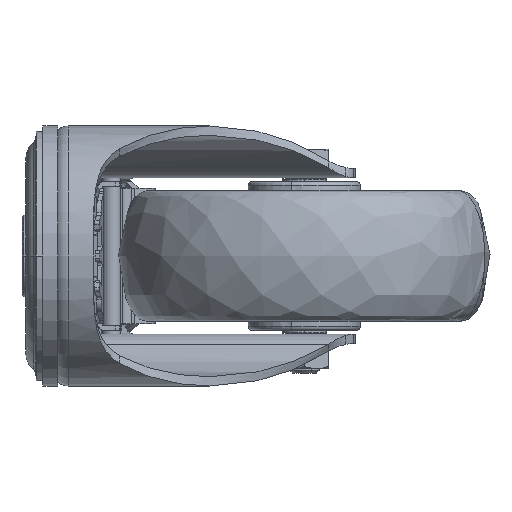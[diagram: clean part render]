
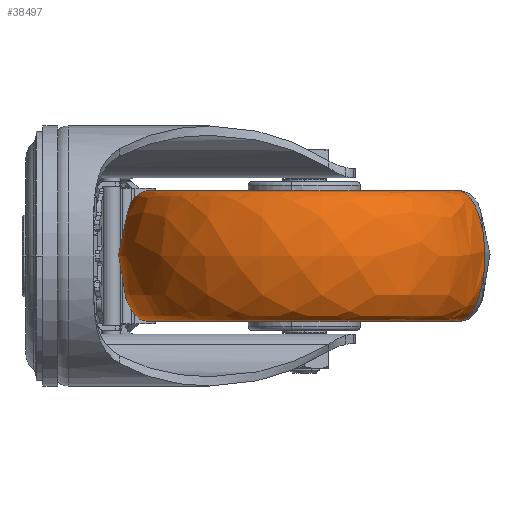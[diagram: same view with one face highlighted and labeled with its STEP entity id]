
A CAD part, left-side view. The second image highlights one B-rep face of the part: STEP entity #38497.
In plain terms, the highlighted free-form (B-spline) face has degree [3, 3] with [4, 4] control points.
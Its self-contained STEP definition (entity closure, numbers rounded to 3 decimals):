
#481 = CARTESIAN_POINT ( 'NONE',  ( -60.328, 6.842, -17.5 ) ) ;
#1821 = CARTESIAN_POINT ( 'NONE',  ( 24.529, -131.9, 17.5 ) ) ;
#1991 = CARTESIAN_POINT ( 'NONE',  ( 51.471, -20.1, 17.5 ) ) ;
#2656 = DIRECTION ( 'NONE',  ( 0., 0., 1. ) ) ;
#4727 = CARTESIAN_POINT ( 'NONE',  ( 28.043, -117.317, -17.5 ) ) ;
#6325 = CARTESIAN_POINT ( 'NONE',  ( 24.529, -131.9, 17.5 ) ) ;
#6542 = CARTESIAN_POINT ( 'NONE',  ( 51.471, -20.1, 17.5 ) ) ;
#6633 = CARTESIAN_POINT ( 'NONE',  ( 28.043, -117.317, 17.5 ) ) ;
#9448 = CARTESIAN_POINT ( 'NONE',  ( 47.957, -34.683, -17.5 ) ) ;
#9522 = CIRCLE ( 'NONE', #11552, 42.5 ) ;
#9738 = CARTESIAN_POINT ( 'NONE',  ( -87.271, -104.957, -17.5 ) ) ;
#10121 = CIRCLE ( 'NONE', #39700, 42.5 ) ;
#11552 = AXIS2_PLACEMENT_3D ( 'NONE', #54844, #36278, #12854 ) ;
#12594 = DIRECTION ( 'NONE',  ( 0.234, 0.972, 0. ) ) ;
#12854 = DIRECTION ( 'NONE',  ( 0.234, 0.972, 0. ) ) ;
#13964 = CARTESIAN_POINT ( 'NONE',  ( 47.957, -34.683, 17.5 ) ) ;
#15442 =( BOUNDED_CURVE ( )  B_SPLINE_CURVE ( 3, ( #21012, #34250, #1821, #16698 ),
 .UNSPECIFIED., .F., .T. ) 
 B_SPLINE_CURVE_WITH_KNOTS ( ( 4, 4 ),
 ( 0., 3.142 ),
 .UNSPECIFIED. ) 
 CURVE ( )  GEOMETRIC_REPRESENTATION_ITEM ( )  RATIONAL_B_SPLINE_CURVE ( ( 1., 0.333, 0.333, 1. ) ) 
 REPRESENTATION_ITEM ( '' )  );
#15654 = CARTESIAN_POINT ( 'NONE',  ( -54.591, -97.403, 17.5 ) ) ;
#16191 = CARTESIAN_POINT ( 'NONE',  ( 47.957, -34.683, 17.5 ) ) ;
#16698 = CARTESIAN_POINT ( 'NONE',  ( 28.043, -117.317, 17.5 ) ) ;
#19027 =( BOUNDED_CURVE ( )  B_SPLINE_CURVE ( 3, ( #49202, #20211, #6542, #16191 ),
 .UNSPECIFIED., .F., .F. ) 
 B_SPLINE_CURVE_WITH_KNOTS ( ( 4, 4 ),
 ( 0., 3.142 ),
 .UNSPECIFIED. ) 
 CURVE ( )  GEOMETRIC_REPRESENTATION_ITEM ( )  RATIONAL_B_SPLINE_CURVE ( ( 1., 0.333, 0.333, 1. ) ) 
 REPRESENTATION_ITEM ( '' )  );
#20211 = CARTESIAN_POINT ( 'NONE',  ( 51.471, -20.1, -17.5 ) ) ;
#20809 = ORIENTED_EDGE ( 'NONE', *, *, #51025, .T. ) ;
#21012 = CARTESIAN_POINT ( 'NONE',  ( 28.043, -117.317, -17.5 ) ) ;
#21746 = CARTESIAN_POINT ( 'NONE',  ( 28.043, -117.317, 17.5 ) ) ;
#22340 = EDGE_LOOP ( 'NONE', ( #20809, #32592, #47646, #46995 ) ) ;
#24486 = EDGE_CURVE ( 'NONE', #38808, #34198, #15442, .T. ) ;
#26124 = CARTESIAN_POINT ( 'NONE',  ( 24.529, -131.9, -17.5 ) ) ;
#26642 = VERTEX_POINT ( 'NONE', #13964 ) ;
#29217 = FACE_OUTER_BOUND ( 'NONE', #22340, .T. ) ;
#31709 = CARTESIAN_POINT ( 'NONE',  ( 38., -76., 17.5 ) ) ;
#32592 = ORIENTED_EDGE ( 'NONE', *, *, #24486, .T. ) ;
#33226 = CARTESIAN_POINT ( 'NONE',  ( 28.043, -117.317, -17.5 ) ) ;
#34198 = VERTEX_POINT ( 'NONE', #21746 ) ;
#34250 = CARTESIAN_POINT ( 'NONE',  ( 24.529, -131.9, -17.5 ) ) ;
#35050 = CARTESIAN_POINT ( 'NONE',  ( -87.271, -104.957, 17.5 ) ) ;
#36231 = CARTESIAN_POINT ( 'NONE',  ( 47.957, -34.683, -17.5 ) ) ;
#36278 = DIRECTION ( 'NONE',  ( 0., 0., 1. ) ) ;
#38497 = ADVANCED_FACE ( 'NONE', ( #29217 ), #53259, .F. ) ;
#38808 = VERTEX_POINT ( 'NONE', #4727 ) ;
#39681 = CARTESIAN_POINT ( 'NONE',  ( 47.957, -34.683, 17.5 ) ) ;
#39700 = AXIS2_PLACEMENT_3D ( 'NONE', #31709, #2656, #12594 ) ;
#41728 = EDGE_CURVE ( 'NONE', #26642, #34198, #10121, .T. ) ;
#42502 = CARTESIAN_POINT ( 'NONE',  ( -54.591, -97.403, -17.5 ) ) ;
#46891 = VERTEX_POINT ( 'NONE', #36231 ) ;
#46995 = ORIENTED_EDGE ( 'NONE', *, *, #49843, .F. ) ;
#47141 = CARTESIAN_POINT ( 'NONE',  ( -34.677, -14.769, -17.5 ) ) ;
#47646 = ORIENTED_EDGE ( 'NONE', *, *, #41728, .F. ) ;
#49202 = CARTESIAN_POINT ( 'NONE',  ( 47.957, -34.683, -17.5 ) ) ;
#49843 = EDGE_CURVE ( 'NONE', #46891, #26642, #19027, .T. ) ;
#51025 = EDGE_CURVE ( 'NONE', #46891, #38808, #9522, .T. ) ;
#52082 = CARTESIAN_POINT ( 'NONE',  ( 51.471, -20.1, -17.5 ) ) ;
#53259 =( BOUNDED_SURFACE ( )  B_SPLINE_SURFACE ( 3, 3, ( 
 ( #9448, #47141, #42502, #33226 ),
 ( #52082, #481, #9738, #26124 ),
 ( #1991, #53915, #35050, #6325 ),
 ( #39681, #57914, #15654, #6633 ) ),
 .UNSPECIFIED., .F., .F., .F. ) 
 B_SPLINE_SURFACE_WITH_KNOTS ( ( 4, 4 ),
 ( 4, 4 ),
 ( 0., 1. ),
 ( 0., 1. ),
 .UNSPECIFIED. ) 
 GEOMETRIC_REPRESENTATION_ITEM ( )  RATIONAL_B_SPLINE_SURFACE ( (
 ( 1., 0.333, 0.333, 1.),
 ( 0.333, 0.111, 0.111, 0.333),
 ( 0.333, 0.111, 0.111, 0.333),
 ( 1., 0.333, 0.333, 1.) ) ) 
 REPRESENTATION_ITEM ( '' )  SURFACE ( )  );
#53915 = CARTESIAN_POINT ( 'NONE',  ( -60.328, 6.842, 17.5 ) ) ;
#54844 = CARTESIAN_POINT ( 'NONE',  ( 38., -76., -17.5 ) ) ;
#57914 = CARTESIAN_POINT ( 'NONE',  ( -34.677, -14.769, 17.5 ) ) ;
